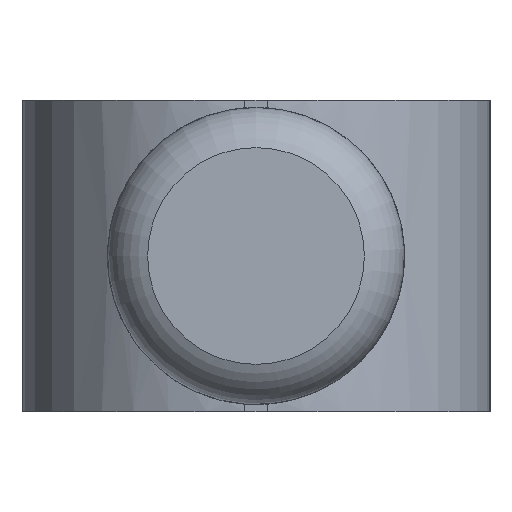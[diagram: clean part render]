
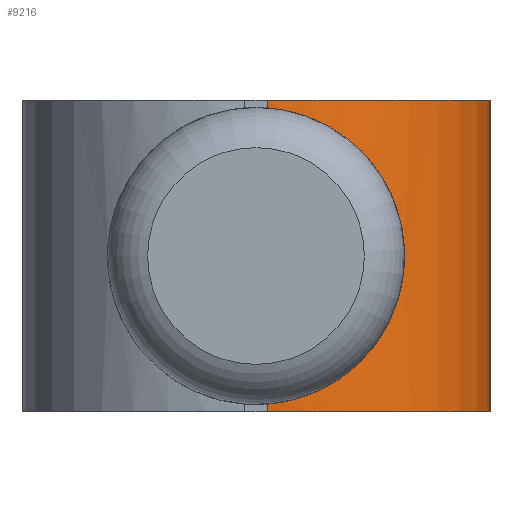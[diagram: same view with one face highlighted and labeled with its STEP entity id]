
A CAD part, left-side view. The second image highlights one B-rep face of the part: STEP entity #9216.
In plain terms, the highlighted cylindrical face has radius 15 mm (diameter 30 mm), a partial arc.
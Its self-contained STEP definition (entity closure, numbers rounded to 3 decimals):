
#55=CYLINDRICAL_SURFACE($,#9583,15.);
#166=CIRCLE($,#9574,15.);
#168=CIRCLE($,#9581,15.);
#587=B_SPLINE_CURVE_WITH_KNOTS($,3,(#15247,#15248,#15249,#15250,#15251,
#15252,#15253,#15254,#15255,#15256,#15257,#15258,#15259,#15260,#15261,#15262,
#15263,#15264,#15265,#15266,#15267,#15268,#15269),.UNSPECIFIED.,.F.,.F.,
(4,2,2,2,2,3,2,2,2,2,4),(-1.48,-1.169,-0.784,
-0.392,-0.196,0.,0.196,0.392,
0.784,1.169,1.48),.UNSPECIFIED.);
#1421=FACE_OUTER_BOUND($,#2028,.T.);
#2028=EDGE_LOOP($,(#8123,#8124,#8125,#8126,#8127,#8128));
#2757=LINE($,#17083,#3487);
#2761=LINE($,#17092,#3491);
#2762=LINE($,#17094,#3492);
#3487=VECTOR($,#11026,0.528);
#3491=VECTOR($,#11036,21.);
#3492=VECTOR($,#11039,0.528);
#4118=VERTEX_POINT($,#15245);
#4119=VERTEX_POINT($,#15246);
#4346=VERTEX_POINT($,#17064);
#4349=VERTEX_POINT($,#17070);
#4352=VERTEX_POINT($,#17086);
#4353=VERTEX_POINT($,#17088);
#5262=EDGE_CURVE($,#4118,#4119,#587,.T.);
#5606=EDGE_CURVE($,#4346,#4349,#166,.T.);
#5611=EDGE_CURVE($,#4118,#4349,#2757,.T.);
#5614=EDGE_CURVE($,#4353,#4352,#168,.T.);
#5616=EDGE_CURVE($,#4352,#4346,#2761,.T.);
#5617=EDGE_CURVE($,#4353,#4119,#2762,.T.);
#8123=ORIENTED_EDGE($,*,*,#5262,.T.);
#8124=ORIENTED_EDGE($,*,*,#5617,.F.);
#8125=ORIENTED_EDGE($,*,*,#5614,.T.);
#8126=ORIENTED_EDGE($,*,*,#5616,.T.);
#8127=ORIENTED_EDGE($,*,*,#5606,.T.);
#8128=ORIENTED_EDGE($,*,*,#5611,.F.);
#9216=ADVANCED_FACE($,(#1421),#55,.T.);
#9574=AXIS2_PLACEMENT_3D($,#17072,#11011,#11012);
#9581=AXIS2_PLACEMENT_3D($,#17089,#11031,#11032);
#9583=AXIS2_PLACEMENT_3D($,#17093,#11037,#11038);
#11011=DIRECTION('center_axis',(0.,0.,-1.));
#11012=DIRECTION('ref_axis',(-1.,0.,0.));
#11026=DIRECTION($,(0.,0.,1.));
#11031=DIRECTION('center_axis',(0.,0.,1.));
#11032=DIRECTION('ref_axis',(-1.,0.,0.));
#11036=DIRECTION($,(0.,0.,1.));
#11037=DIRECTION('center_axis',(0.,0.,1.));
#11038=DIRECTION('ref_axis',(-1.,0.,0.));
#11039=DIRECTION($,(0.,0.,1.));
#15245=CARTESIAN_POINT('',(-29.,-0.75,9.972));
#15246=CARTESIAN_POINT('',(-29.,-0.75,-9.972));
#15247=CARTESIAN_POINT('Ctrl Pts',(-29.,-0.75,9.972));
#15248=CARTESIAN_POINT('Ctrl Pts',(-29.,-1.8,9.893));
#15249=CARTESIAN_POINT('Ctrl Pts',(-28.884,-2.869,
9.639));
#15250=CARTESIAN_POINT('Ctrl Pts',(-28.415,-5.082,
8.714));
#15251=CARTESIAN_POINT('Ctrl Pts',(-28.014,-6.183,
7.953));
#15252=CARTESIAN_POINT('Ctrl Pts',(-27.206,-7.929,6.219));
#15253=CARTESIAN_POINT('Ctrl Pts',(-26.738,-8.695,
5.115));
#15254=CARTESIAN_POINT('Ctrl Pts',(-26.208,-9.472,
3.275));
#15255=CARTESIAN_POINT('Ctrl Pts',(-26.06,-9.671,
2.631));
#15256=CARTESIAN_POINT('Ctrl Pts',(-25.86,-9.935,
1.32));
#15257=CARTESIAN_POINT('Ctrl Pts',(-25.808,-10.,0.654));
#15258=CARTESIAN_POINT('Ctrl Pts',(-25.808,-10.,0.));
#15259=CARTESIAN_POINT('Ctrl Pts',(-25.808,-10.,-0.654));
#15260=CARTESIAN_POINT('Ctrl Pts',(-25.86,-9.935,
-1.32));
#15261=CARTESIAN_POINT('Ctrl Pts',(-26.06,-9.671,
-2.631));
#15262=CARTESIAN_POINT('Ctrl Pts',(-26.208,-9.472,
-3.275));
#15263=CARTESIAN_POINT('Ctrl Pts',(-26.738,-8.695,
-5.115));
#15264=CARTESIAN_POINT('Ctrl Pts',(-27.206,-7.929,
-6.219));
#15265=CARTESIAN_POINT('Ctrl Pts',(-28.014,-6.183,
-7.953));
#15266=CARTESIAN_POINT('Ctrl Pts',(-28.415,-5.082,-8.714));
#15267=CARTESIAN_POINT('Ctrl Pts',(-28.884,-2.869,
-9.639));
#15268=CARTESIAN_POINT('Ctrl Pts',(-29.,-1.8,-9.893));
#15269=CARTESIAN_POINT('Ctrl Pts',(-29.,-0.75,-9.972));
#17064=CARTESIAN_POINT('',(-14.,-15.75,10.5));
#17070=CARTESIAN_POINT('',(-29.,-0.75,10.5));
#17072=CARTESIAN_POINT('Origin',(-14.,-0.75,10.5));
#17083=CARTESIAN_POINT($,(-29.,-0.75,0.));
#17086=CARTESIAN_POINT('',(-14.,-15.75,-10.5));
#17088=CARTESIAN_POINT('',(-29.,-0.75,-10.5));
#17089=CARTESIAN_POINT('Origin',(-14.,-0.75,-10.5));
#17092=CARTESIAN_POINT($,(-14.,-15.75,0.));
#17093=CARTESIAN_POINT('Origin',(-14.,-0.75,0.));
#17094=CARTESIAN_POINT($,(-29.,-0.75,0.));
